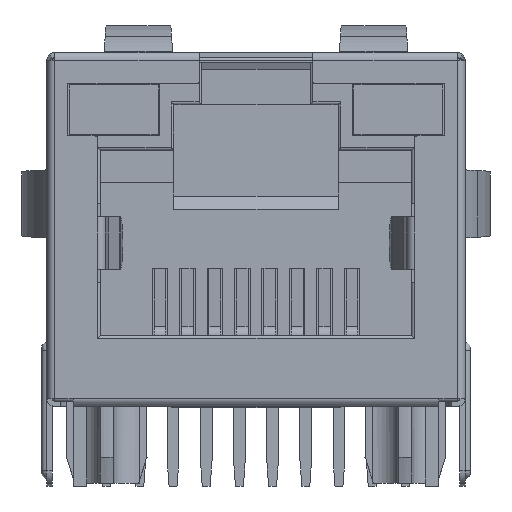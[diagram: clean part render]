
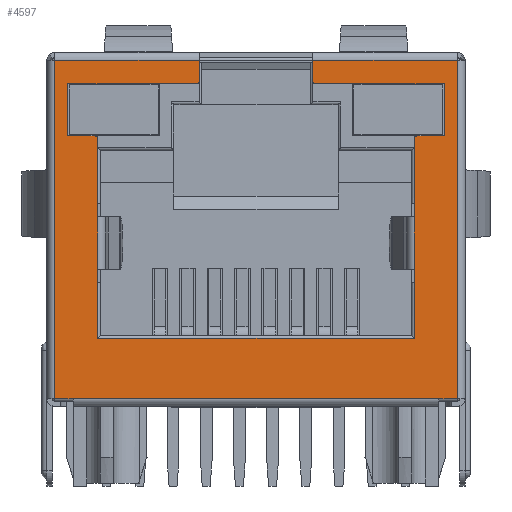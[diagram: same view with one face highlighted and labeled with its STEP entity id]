
A CAD part, front view. The second image highlights one B-rep face of the part: STEP entity #4597.
In plain terms, the highlighted planar face has unit normal (0, -1, 0).
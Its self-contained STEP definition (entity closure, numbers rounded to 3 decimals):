
#4491 = VERTEX_POINT('',#4492);
#4492 = CARTESIAN_POINT('',(-6.091,-10.8,7.304));
#4507 = VERTEX_POINT('',#4508);
#4508 = CARTESIAN_POINT('',(-6.091,-10.8,10.304));
#4514 = EDGE_CURVE('',#4491,#4507,#4515,.T.);
#4515 = LINE('',#4516,#4517);
#4516 = CARTESIAN_POINT('',(-6.091,-10.8,0.054));
#4517 = VECTOR('',#4518,1.);
#4518 = DIRECTION('',(0.,0.,1.));
#4531 = VERTEX_POINT('',#4532);
#4532 = CARTESIAN_POINT('',(6.029,-10.8,7.304));
#4538 = EDGE_CURVE('',#4539,#4531,#4541,.T.);
#4539 = VERTEX_POINT('',#4540);
#4540 = CARTESIAN_POINT('',(6.029,-10.8,10.304));
#4541 = LINE('',#4542,#4543);
#4542 = CARTESIAN_POINT('',(6.029,-10.8,0.054));
#4543 = VECTOR('',#4544,1.);
#4544 = DIRECTION('',(0.,0.,-1.));
#4570 = VERTEX_POINT('',#4571);
#4571 = CARTESIAN_POINT('',(2.144,-10.8,13.304));
#4578 = EDGE_CURVE('',#4579,#4570,#4581,.T.);
#4579 = VERTEX_POINT('',#4580);
#4580 = CARTESIAN_POINT('',(7.669,-10.8,13.304));
#4581 = LINE('',#4582,#4583);
#4582 = CARTESIAN_POINT('',(7.669,-10.8,13.304));
#4583 = VECTOR('',#4584,1.);
#4584 = DIRECTION('',(-1.,0.,0.));
#4597 = ADVANCED_FACE('',(#4598),#4785,.T.);
#4598 = FACE_BOUND('',#4599,.T.);
#4599 = EDGE_LOOP('',(#4600,#4610,#4616,#4617,#4626,#4634,#4642,#4650,
    #4659,#4667,#4675,#4683,#4691,#4699,#4707,#4713,#4714,#4722,#4731,
    #4739,#4747,#4755,#4762,#4763,#4771,#4779));
#4600 = ORIENTED_EDGE('',*,*,#4601,.T.);
#4601 = EDGE_CURVE('',#4602,#4604,#4606,.T.);
#4602 = VERTEX_POINT('',#4603);
#4603 = CARTESIAN_POINT('',(-6.091,-10.8,2.654));
#4604 = VERTEX_POINT('',#4605);
#4605 = CARTESIAN_POINT('',(-6.091,-10.8,5.304));
#4606 = LINE('',#4607,#4608);
#4607 = CARTESIAN_POINT('',(-6.091,-10.8,0.054));
#4608 = VECTOR('',#4609,1.);
#4609 = DIRECTION('',(0.,0.,1.));
#4610 = ORIENTED_EDGE('',*,*,#4611,.F.);
#4611 = EDGE_CURVE('',#4491,#4604,#4612,.T.);
#4612 = LINE('',#4613,#4614);
#4613 = CARTESIAN_POINT('',(-6.091,-10.8,7.304));
#4614 = VECTOR('',#4615,1.);
#4615 = DIRECTION('',(0.,0.,-1.));
#4616 = ORIENTED_EDGE('',*,*,#4514,.T.);
#4617 = ORIENTED_EDGE('',*,*,#4618,.T.);
#4618 = EDGE_CURVE('',#4507,#4619,#4621,.T.);
#4619 = VERTEX_POINT('',#4620);
#4620 = CARTESIAN_POINT('',(-6.191,-10.8,10.404));
#4621 = CIRCLE('',#4622,0.1);
#4622 = AXIS2_PLACEMENT_3D('',#4623,#4624,#4625);
#4623 = CARTESIAN_POINT('',(-6.191,-10.8,10.304));
#4624 = DIRECTION('',(0.,-1.,0.));
#4625 = DIRECTION('',(0.,0.,1.));
#4626 = ORIENTED_EDGE('',*,*,#4627,.T.);
#4627 = EDGE_CURVE('',#4619,#4628,#4630,.T.);
#4628 = VERTEX_POINT('',#4629);
#4629 = CARTESIAN_POINT('',(-7.231,-10.8,10.404));
#4630 = LINE('',#4631,#4632);
#4631 = CARTESIAN_POINT('',(7.669,-10.8,10.404));
#4632 = VECTOR('',#4633,1.);
#4633 = DIRECTION('',(-1.,0.,0.));
#4634 = ORIENTED_EDGE('',*,*,#4635,.T.);
#4635 = EDGE_CURVE('',#4628,#4636,#4638,.T.);
#4636 = VERTEX_POINT('',#4637);
#4637 = CARTESIAN_POINT('',(-7.231,-10.8,12.404));
#4638 = LINE('',#4639,#4640);
#4639 = CARTESIAN_POINT('',(-7.231,-10.8,0.054));
#4640 = VECTOR('',#4641,1.);
#4641 = DIRECTION('',(0.,0.,1.));
#4642 = ORIENTED_EDGE('',*,*,#4643,.T.);
#4643 = EDGE_CURVE('',#4636,#4644,#4646,.T.);
#4644 = VERTEX_POINT('',#4645);
#4645 = CARTESIAN_POINT('',(-2.306,-10.8,12.404));
#4646 = LINE('',#4647,#4648);
#4647 = CARTESIAN_POINT('',(7.669,-10.8,12.404));
#4648 = VECTOR('',#4649,1.);
#4649 = DIRECTION('',(1.,0.,0.));
#4650 = ORIENTED_EDGE('',*,*,#4651,.T.);
#4651 = EDGE_CURVE('',#4644,#4652,#4654,.T.);
#4652 = VERTEX_POINT('',#4653);
#4653 = CARTESIAN_POINT('',(-2.206,-10.8,12.504));
#4654 = CIRCLE('',#4655,0.1);
#4655 = AXIS2_PLACEMENT_3D('',#4656,#4657,#4658);
#4656 = CARTESIAN_POINT('',(-2.306,-10.8,12.504));
#4657 = DIRECTION('',(0.,-1.,0.));
#4658 = DIRECTION('',(0.,0.,1.));
#4659 = ORIENTED_EDGE('',*,*,#4660,.T.);
#4660 = EDGE_CURVE('',#4652,#4661,#4663,.T.);
#4661 = VERTEX_POINT('',#4662);
#4662 = CARTESIAN_POINT('',(-2.206,-10.8,13.304));
#4663 = LINE('',#4664,#4665);
#4664 = CARTESIAN_POINT('',(-2.206,-10.8,0.054));
#4665 = VECTOR('',#4666,1.);
#4666 = DIRECTION('',(0.,0.,1.));
#4667 = ORIENTED_EDGE('',*,*,#4668,.T.);
#4668 = EDGE_CURVE('',#4661,#4669,#4671,.T.);
#4669 = VERTEX_POINT('',#4670);
#4670 = CARTESIAN_POINT('',(-7.731,-10.8,13.304));
#4671 = LINE('',#4672,#4673);
#4672 = CARTESIAN_POINT('',(7.669,-10.8,13.304));
#4673 = VECTOR('',#4674,1.);
#4674 = DIRECTION('',(-1.,0.,0.));
#4675 = ORIENTED_EDGE('',*,*,#4676,.F.);
#4676 = EDGE_CURVE('',#4677,#4669,#4679,.T.);
#4677 = VERTEX_POINT('',#4678);
#4678 = CARTESIAN_POINT('',(-7.731,-10.8,0.354));
#4679 = LINE('',#4680,#4681);
#4680 = CARTESIAN_POINT('',(-7.731,-10.8,0.054));
#4681 = VECTOR('',#4682,1.);
#4682 = DIRECTION('',(0.,0.,1.));
#4683 = ORIENTED_EDGE('',*,*,#4684,.T.);
#4684 = EDGE_CURVE('',#4677,#4685,#4687,.T.);
#4685 = VERTEX_POINT('',#4686);
#4686 = CARTESIAN_POINT('',(-7.031,-10.8,0.354));
#4687 = LINE('',#4688,#4689);
#4688 = CARTESIAN_POINT('',(-7.731,-10.8,0.354));
#4689 = VECTOR('',#4690,1.);
#4690 = DIRECTION('',(1.,0.,0.));
#4691 = ORIENTED_EDGE('',*,*,#4692,.F.);
#4692 = EDGE_CURVE('',#4693,#4685,#4695,.T.);
#4693 = VERTEX_POINT('',#4694);
#4694 = CARTESIAN_POINT('',(6.969,-10.8,0.354));
#4695 = LINE('',#4696,#4697);
#4696 = CARTESIAN_POINT('',(7.669,-10.8,0.354));
#4697 = VECTOR('',#4698,1.);
#4698 = DIRECTION('',(-1.,0.,0.));
#4699 = ORIENTED_EDGE('',*,*,#4700,.F.);
#4700 = EDGE_CURVE('',#4701,#4693,#4703,.T.);
#4701 = VERTEX_POINT('',#4702);
#4702 = CARTESIAN_POINT('',(7.669,-10.8,0.354));
#4703 = LINE('',#4704,#4705);
#4704 = CARTESIAN_POINT('',(7.669,-10.8,0.354));
#4705 = VECTOR('',#4706,1.);
#4706 = DIRECTION('',(-1.,0.,0.));
#4707 = ORIENTED_EDGE('',*,*,#4708,.T.);
#4708 = EDGE_CURVE('',#4701,#4579,#4709,.T.);
#4709 = LINE('',#4710,#4711);
#4710 = CARTESIAN_POINT('',(7.669,-10.8,0.054));
#4711 = VECTOR('',#4712,1.);
#4712 = DIRECTION('',(0.,0.,1.));
#4713 = ORIENTED_EDGE('',*,*,#4578,.T.);
#4714 = ORIENTED_EDGE('',*,*,#4715,.T.);
#4715 = EDGE_CURVE('',#4570,#4716,#4718,.T.);
#4716 = VERTEX_POINT('',#4717);
#4717 = CARTESIAN_POINT('',(2.144,-10.8,12.504));
#4718 = LINE('',#4719,#4720);
#4719 = CARTESIAN_POINT('',(2.144,-10.8,0.054));
#4720 = VECTOR('',#4721,1.);
#4721 = DIRECTION('',(0.,0.,-1.));
#4722 = ORIENTED_EDGE('',*,*,#4723,.T.);
#4723 = EDGE_CURVE('',#4716,#4724,#4726,.T.);
#4724 = VERTEX_POINT('',#4725);
#4725 = CARTESIAN_POINT('',(2.244,-10.8,12.404));
#4726 = CIRCLE('',#4727,0.1);
#4727 = AXIS2_PLACEMENT_3D('',#4728,#4729,#4730);
#4728 = CARTESIAN_POINT('',(2.244,-10.8,12.504));
#4729 = DIRECTION('',(0.,-1.,0.));
#4730 = DIRECTION('',(0.,0.,1.));
#4731 = ORIENTED_EDGE('',*,*,#4732,.T.);
#4732 = EDGE_CURVE('',#4724,#4733,#4735,.T.);
#4733 = VERTEX_POINT('',#4734);
#4734 = CARTESIAN_POINT('',(7.169,-10.8,12.404));
#4735 = LINE('',#4736,#4737);
#4736 = CARTESIAN_POINT('',(7.669,-10.8,12.404));
#4737 = VECTOR('',#4738,1.);
#4738 = DIRECTION('',(1.,0.,0.));
#4739 = ORIENTED_EDGE('',*,*,#4740,.T.);
#4740 = EDGE_CURVE('',#4733,#4741,#4743,.T.);
#4741 = VERTEX_POINT('',#4742);
#4742 = CARTESIAN_POINT('',(7.169,-10.8,10.404));
#4743 = LINE('',#4744,#4745);
#4744 = CARTESIAN_POINT('',(7.169,-10.8,0.054));
#4745 = VECTOR('',#4746,1.);
#4746 = DIRECTION('',(0.,0.,-1.));
#4747 = ORIENTED_EDGE('',*,*,#4748,.T.);
#4748 = EDGE_CURVE('',#4741,#4749,#4751,.T.);
#4749 = VERTEX_POINT('',#4750);
#4750 = CARTESIAN_POINT('',(6.129,-10.8,10.404));
#4751 = LINE('',#4752,#4753);
#4752 = CARTESIAN_POINT('',(7.669,-10.8,10.404));
#4753 = VECTOR('',#4754,1.);
#4754 = DIRECTION('',(-1.,0.,0.));
#4755 = ORIENTED_EDGE('',*,*,#4756,.T.);
#4756 = EDGE_CURVE('',#4749,#4539,#4757,.T.);
#4757 = CIRCLE('',#4758,0.1);
#4758 = AXIS2_PLACEMENT_3D('',#4759,#4760,#4761);
#4759 = CARTESIAN_POINT('',(6.129,-10.8,10.304));
#4760 = DIRECTION('',(0.,-1.,0.));
#4761 = DIRECTION('',(0.,0.,1.));
#4762 = ORIENTED_EDGE('',*,*,#4538,.T.);
#4763 = ORIENTED_EDGE('',*,*,#4764,.T.);
#4764 = EDGE_CURVE('',#4531,#4765,#4767,.T.);
#4765 = VERTEX_POINT('',#4766);
#4766 = CARTESIAN_POINT('',(6.029,-10.8,5.304));
#4767 = LINE('',#4768,#4769);
#4768 = CARTESIAN_POINT('',(6.029,-10.8,7.304));
#4769 = VECTOR('',#4770,1.);
#4770 = DIRECTION('',(0.,0.,-1.));
#4771 = ORIENTED_EDGE('',*,*,#4772,.T.);
#4772 = EDGE_CURVE('',#4765,#4773,#4775,.T.);
#4773 = VERTEX_POINT('',#4774);
#4774 = CARTESIAN_POINT('',(6.029,-10.8,2.654));
#4775 = LINE('',#4776,#4777);
#4776 = CARTESIAN_POINT('',(6.029,-10.8,0.054));
#4777 = VECTOR('',#4778,1.);
#4778 = DIRECTION('',(0.,0.,-1.));
#4779 = ORIENTED_EDGE('',*,*,#4780,.T.);
#4780 = EDGE_CURVE('',#4773,#4602,#4781,.T.);
#4781 = LINE('',#4782,#4783);
#4782 = CARTESIAN_POINT('',(7.669,-10.8,2.654));
#4783 = VECTOR('',#4784,1.);
#4784 = DIRECTION('',(-1.,0.,0.));
#4785 = PLANE('',#4786);
#4786 = AXIS2_PLACEMENT_3D('',#4787,#4788,#4789);
#4787 = CARTESIAN_POINT('',(7.669,-10.8,0.054));
#4788 = DIRECTION('',(0.,-1.,0.));
#4789 = DIRECTION('',(0.,0.,1.));
